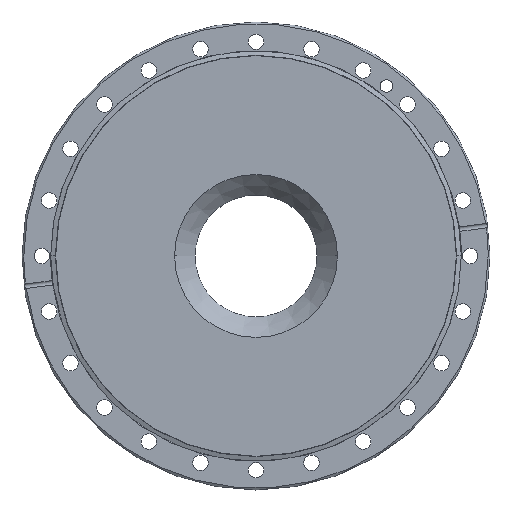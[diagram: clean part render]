
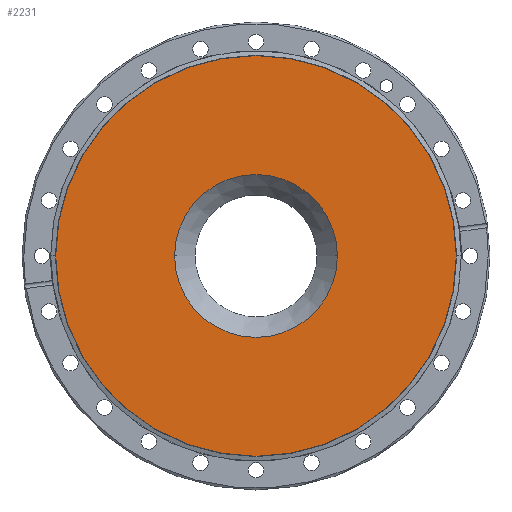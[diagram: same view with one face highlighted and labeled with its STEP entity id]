
A CAD part, top view. The second image highlights one B-rep face of the part: STEP entity #2231.
In plain terms, the highlighted planar face has unit normal (0, 0, 1).
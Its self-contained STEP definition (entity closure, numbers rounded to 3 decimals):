
#46 = DIRECTION ( 'NONE',  ( 0., 0., 1. ) ) ;
#59 = CARTESIAN_POINT ( 'NONE',  ( -108.398, 0., -1.2 ) ) ;
#299 = DIRECTION ( 'NONE',  ( 1., 0., 0. ) ) ;
#303 = VERTEX_POINT ( 'NONE', #4031 ) ;
#603 = FACE_OUTER_BOUND ( 'NONE', #679, .T. ) ;
#679 = EDGE_LOOP ( 'NONE', ( #1001, #3611 ) ) ;
#707 = FACE_BOUND ( 'NONE', #2036, .T. ) ;
#860 = DIRECTION ( 'NONE',  ( 1., 0., 0. ) ) ;
#889 = DIRECTION ( 'NONE',  ( 0., 0., 1. ) ) ;
#1001 = ORIENTED_EDGE ( 'NONE', *, *, #3155, .T. ) ;
#1204 = DIRECTION ( 'NONE',  ( 0., 0., -1. ) ) ;
#1216 = ORIENTED_EDGE ( 'NONE', *, *, #2851, .T. ) ;
#1616 = VERTEX_POINT ( 'NONE', #59 ) ;
#1619 = AXIS2_PLACEMENT_3D ( 'NONE', #3161, #1204, #3480 ) ;
#1718 = VERTEX_POINT ( 'NONE', #2141 ) ;
#1854 = CARTESIAN_POINT ( 'NONE',  ( 0., 0., -1.2 ) ) ;
#2036 = EDGE_LOOP ( 'NONE', ( #2271, #1216 ) ) ;
#2052 = CARTESIAN_POINT ( 'NONE',  ( 0., 0., -1.2 ) ) ;
#2087 = AXIS2_PLACEMENT_3D ( 'NONE', #1854, #2842, #860 ) ;
#2141 = CARTESIAN_POINT ( 'NONE',  ( 108.398, 0., -1.2 ) ) ;
#2177 = CARTESIAN_POINT ( 'NONE',  ( -44.05, 0., -1.2 ) ) ;
#2209 = AXIS2_PLACEMENT_3D ( 'NONE', #2872, #889, #3192 ) ;
#2231 = ADVANCED_FACE ( 'NONE', ( #603, #707 ), #3443, .T. ) ;
#2271 = ORIENTED_EDGE ( 'NONE', *, *, #3312, .T. ) ;
#2289 = DIRECTION ( 'NONE',  ( 0., 0., -1. ) ) ;
#2375 = DIRECTION ( 'NONE',  ( 1., 0., 0. ) ) ;
#2658 = CIRCLE ( 'NONE', #1619, 44.05 ) ;
#2842 = DIRECTION ( 'NONE',  ( 0., 0., 1. ) ) ;
#2851 = EDGE_CURVE ( 'NONE', #4012, #303, #2658, .T. ) ;
#2872 = CARTESIAN_POINT ( 'NONE',  ( 0., 0., -1.2 ) ) ;
#2925 = CIRCLE ( 'NONE', #2926, 108.398 ) ;
#2926 = AXIS2_PLACEMENT_3D ( 'NONE', #2052, #46, #2375 ) ;
#3081 = CIRCLE ( 'NONE', #2209, 108.398 ) ;
#3155 = EDGE_CURVE ( 'NONE', #1718, #1616, #3081, .T. ) ;
#3161 = CARTESIAN_POINT ( 'NONE',  ( 0., 0., -1.2 ) ) ;
#3192 = DIRECTION ( 'NONE',  ( 1., 0., 0. ) ) ;
#3312 = EDGE_CURVE ( 'NONE', #303, #4012, #4188, .T. ) ;
#3443 = PLANE ( 'NONE',  #2087 ) ;
#3466 = EDGE_CURVE ( 'NONE', #1616, #1718, #2925, .T. ) ;
#3480 = DIRECTION ( 'NONE',  ( 1., 0., 0. ) ) ;
#3611 = ORIENTED_EDGE ( 'NONE', *, *, #3466, .T. ) ;
#3871 = AXIS2_PLACEMENT_3D ( 'NONE', #4238, #2289, #299 ) ;
#4012 = VERTEX_POINT ( 'NONE', #2177 ) ;
#4031 = CARTESIAN_POINT ( 'NONE',  ( 44.05, 0., -1.2 ) ) ;
#4188 = CIRCLE ( 'NONE', #3871, 44.05 ) ;
#4238 = CARTESIAN_POINT ( 'NONE',  ( 0., 0., -1.2 ) ) ;
